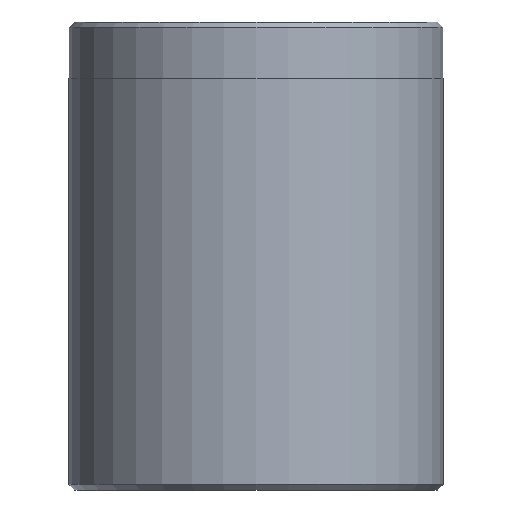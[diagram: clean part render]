
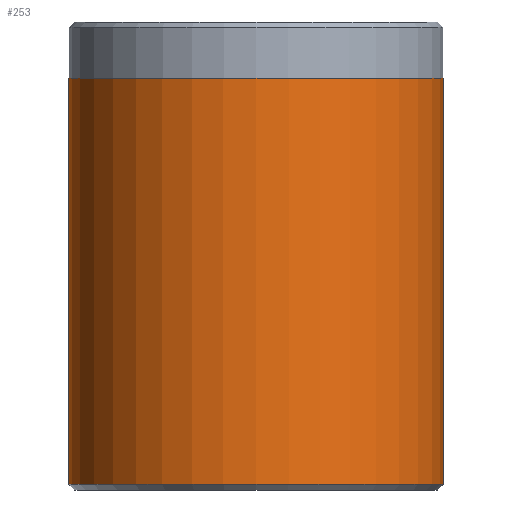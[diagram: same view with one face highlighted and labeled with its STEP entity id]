
A CAD part, front view. The second image highlights one B-rep face of the part: STEP entity #253.
In plain terms, the highlighted cylindrical face has radius 10 mm (diameter 20 mm), a partial arc.
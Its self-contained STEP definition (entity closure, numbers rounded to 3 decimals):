
#8 = CARTESIAN_POINT ( 'NONE',  ( -10., 0., 22. ) ) ;
#243 = DIRECTION ( 'NONE',  ( 0., 0., -1. ) ) ;
#244 = DIRECTION ( 'NONE',  ( -1., 0., 0. ) ) ;
#246 = CARTESIAN_POINT ( 'NONE',  ( 0., 0., 25. ) ) ;
#253 = ADVANCED_FACE ( 'NONE', ( #1320 ), #1314, .T. ) ;
#503 = AXIS2_PLACEMENT_3D ( 'NONE', #917, #918, #919 ) ;
#565 = CARTESIAN_POINT ( 'NONE',  ( 0., 0., 22. ) ) ;
#566 = DIRECTION ( 'NONE',  ( 0., 0., 1. ) ) ;
#569 = EDGE_CURVE ( 'NONE', #2126, #1656, #1186, .T. ) ;
#571 = DIRECTION ( 'NONE',  ( 1., 0., 0. ) ) ;
#589 = EDGE_CURVE ( 'NONE', #1656, #2246, #1182, .T. ) ;
#640 = CARTESIAN_POINT ( 'NONE',  ( 10., 0., 25. ) ) ;
#642 = DIRECTION ( 'NONE',  ( 0., 0., -1. ) ) ;
#670 = VECTOR ( 'NONE', #1619, 1000. ) ;
#691 = LINE ( 'NONE', #1612, #670 ) ;
#718 = ORIENTED_EDGE ( 'NONE', *, *, #569, .F. ) ;
#823 = ORIENTED_EDGE ( 'NONE', *, *, #589, .F. ) ;
#917 = CARTESIAN_POINT ( 'NONE',  ( 0., 0., 0.3 ) ) ;
#918 = DIRECTION ( 'NONE',  ( 0., 0., 1. ) ) ;
#919 = DIRECTION ( 'NONE',  ( 1., 0., 0. ) ) ;
#980 = CIRCLE ( 'NONE', #503, 10. ) ;
#1006 = CARTESIAN_POINT ( 'NONE',  ( -10., 0., 0.3 ) ) ;
#1040 = AXIS2_PLACEMENT_3D ( 'NONE', #565, #566, #571 ) ;
#1112 = EDGE_CURVE ( 'NONE', #1279, #2246, #980, .T. ) ;
#1182 = LINE ( 'NONE', #640, #1189 ) ;
#1186 = CIRCLE ( 'NONE', #1040, 10. ) ;
#1189 = VECTOR ( 'NONE', #642, 1000. ) ;
#1209 = CARTESIAN_POINT ( 'NONE',  ( 10., 0., 0.3 ) ) ;
#1243 = AXIS2_PLACEMENT_3D ( 'NONE', #246, #243, #244 ) ;
#1279 = VERTEX_POINT ( 'NONE', #1006 ) ;
#1314 = CYLINDRICAL_SURFACE ( 'NONE', #1243, 10. ) ;
#1319 = CARTESIAN_POINT ( 'NONE',  ( 10., 0., 22. ) ) ;
#1320 = FACE_OUTER_BOUND ( 'NONE', #1583, .T. ) ;
#1583 = EDGE_LOOP ( 'NONE', ( #823, #718, #1677, #2138 ) ) ;
#1612 = CARTESIAN_POINT ( 'NONE',  ( -10., 0., 25. ) ) ;
#1619 = DIRECTION ( 'NONE',  ( 0., 0., -1. ) ) ;
#1656 = VERTEX_POINT ( 'NONE', #1319 ) ;
#1677 = ORIENTED_EDGE ( 'NONE', *, *, #1819, .T. ) ;
#1819 = EDGE_CURVE ( 'NONE', #2126, #1279, #691, .T. ) ;
#2126 = VERTEX_POINT ( 'NONE', #8 ) ;
#2138 = ORIENTED_EDGE ( 'NONE', *, *, #1112, .T. ) ;
#2246 = VERTEX_POINT ( 'NONE', #1209 ) ;
